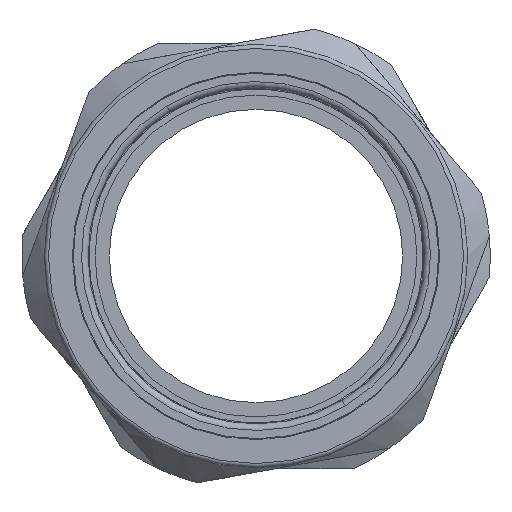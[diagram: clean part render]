
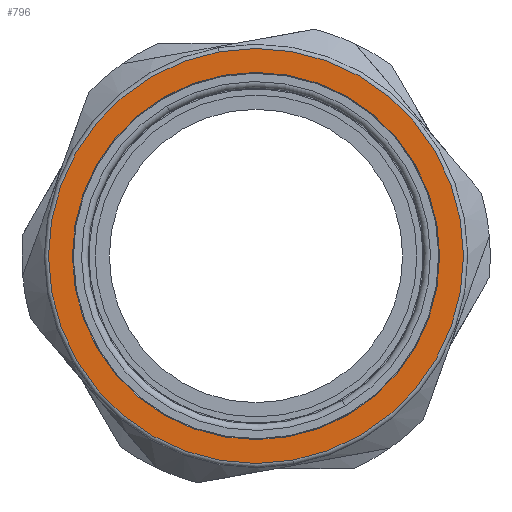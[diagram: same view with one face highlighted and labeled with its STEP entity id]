
A CAD part, left-side view. The second image highlights one B-rep face of the part: STEP entity #796.
In plain terms, the highlighted planar face has unit normal (-1, 0, 0).
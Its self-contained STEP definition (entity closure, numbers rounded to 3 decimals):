
#52 = CARTESIAN_POINT ( 'NONE',  ( -61.169, 7.649, 42.456 ) ) ;
#139 = EDGE_CURVE ( 'NONE', #2165, #1917, #1565, .T. ) ;
#215 = DIRECTION ( 'NONE',  ( 0., -0.177, -0.984 ) ) ;
#265 = CARTESIAN_POINT ( 'NONE',  ( -61.169, -8.644, -47.978 ) ) ;
#331 = CARTESIAN_POINT ( 'NONE',  ( -61.169, 0., 0. ) ) ;
#405 = CIRCLE ( 'NONE', #699, 48.75 ) ;
#485 = EDGE_CURVE ( 'NONE', #1828, #3170, #1472, .T. ) ;
#650 = DIRECTION ( 'NONE',  ( 0., -0.177, -0.984 ) ) ;
#699 = AXIS2_PLACEMENT_3D ( 'NONE', #1001, #2993, #2476 ) ;
#719 = AXIS2_PLACEMENT_3D ( 'NONE', #932, #2306, #650 ) ;
#762 = FACE_OUTER_BOUND ( 'NONE', #917, .T. ) ;
#796 = ADVANCED_FACE ( 'NONE', ( #1348, #762 ), #2229, .F. ) ;
#917 = EDGE_LOOP ( 'NONE', ( #1408, #1810 ) ) ;
#932 = CARTESIAN_POINT ( 'NONE',  ( -61.169, 0., 0. ) ) ;
#1001 = CARTESIAN_POINT ( 'NONE',  ( -61.169, 0., 0. ) ) ;
#1348 = FACE_BOUND ( 'NONE', #3336, .T. ) ;
#1408 = ORIENTED_EDGE ( 'NONE', *, *, #485, .T. ) ;
#1472 = CIRCLE ( 'NONE', #719, 48.75 ) ;
#1478 = CIRCLE ( 'NONE', #2926, 43.14 ) ;
#1565 = CIRCLE ( 'NONE', #2068, 43.14 ) ;
#1576 = CARTESIAN_POINT ( 'NONE',  ( -61.169, -7.649, -42.456 ) ) ;
#1587 = CARTESIAN_POINT ( 'NONE',  ( -61.169, 0., 0. ) ) ;
#1611 = DIRECTION ( 'NONE',  ( 1., 0., 0. ) ) ;
#1661 = ORIENTED_EDGE ( 'NONE', *, *, #3559, .T. ) ;
#1673 = DIRECTION ( 'NONE',  ( 0., -0.177, -0.984 ) ) ;
#1810 = ORIENTED_EDGE ( 'NONE', *, *, #2945, .T. ) ;
#1828 = VERTEX_POINT ( 'NONE', #265 ) ;
#1917 = VERTEX_POINT ( 'NONE', #52 ) ;
#1977 = CARTESIAN_POINT ( 'NONE',  ( -61.169, 8.644, 47.978 ) ) ;
#2068 = AXIS2_PLACEMENT_3D ( 'NONE', #1587, #1611, #215 ) ;
#2146 = ORIENTED_EDGE ( 'NONE', *, *, #139, .T. ) ;
#2165 = VERTEX_POINT ( 'NONE', #1576 ) ;
#2229 = PLANE ( 'NONE',  #2986 ) ;
#2306 = DIRECTION ( 'NONE',  ( -1., 0., 0. ) ) ;
#2476 = DIRECTION ( 'NONE',  ( 0., -0.177, -0.984 ) ) ;
#2507 = DIRECTION ( 'NONE',  ( 1., 0., 0. ) ) ;
#2536 = CARTESIAN_POINT ( 'NONE',  ( -61.169, 0., 0. ) ) ;
#2926 = AXIS2_PLACEMENT_3D ( 'NONE', #331, #3153, #3176 ) ;
#2945 = EDGE_CURVE ( 'NONE', #3170, #1828, #405, .T. ) ;
#2986 = AXIS2_PLACEMENT_3D ( 'NONE', #2536, #2507, #1673 ) ;
#2993 = DIRECTION ( 'NONE',  ( -1., 0., 0. ) ) ;
#3153 = DIRECTION ( 'NONE',  ( 1., 0., 0. ) ) ;
#3170 = VERTEX_POINT ( 'NONE', #1977 ) ;
#3176 = DIRECTION ( 'NONE',  ( 0., -0.177, -0.984 ) ) ;
#3336 = EDGE_LOOP ( 'NONE', ( #1661, #2146 ) ) ;
#3559 = EDGE_CURVE ( 'NONE', #1917, #2165, #1478, .T. ) ;
